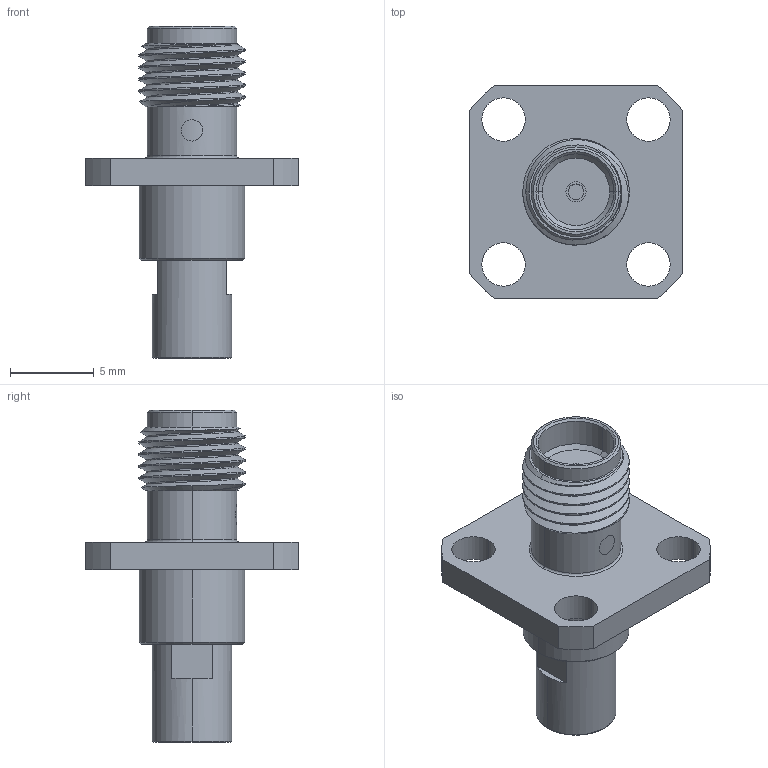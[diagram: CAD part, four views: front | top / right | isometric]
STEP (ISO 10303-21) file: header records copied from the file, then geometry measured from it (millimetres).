
FILE_DESCRIPTION (( 'STEP AP203' ), '1' );
FILE_NAME ('PE91059.step', '2018-04-24T23:37:15', ( '' ), ( '' ), 'SwSTEP 2.0', 'SolidWorks 2017', '' );
FILE_SCHEMA (( 'CONFIG_CONTROL_DESIGN' ));
Length unit declared in the file: inch
Products named in the file (1): PE91059
Bounding box: 12.7 x 12.7 x 19.79 mm (x, y, z)
Volume: 588.9 mm3; surface area: 924.9 mm2
Topology: 2 solids, 2 shells, 101 faces, 240 edges, 152 vertices
Faces by surface type: cylinder 49, cone 22, plane 21, torus 4, bspline 3, sphere 2
Entity records: 4007 total; most frequent: CARTESIAN_POINT 1599, DIRECTION 509, ORIENTED_EDGE 472, EDGE_CURVE 236, AXIS2_PLACEMENT_3D 211, VERTEX_POINT 150, EDGE_LOOP 122, CIRCLE 112
